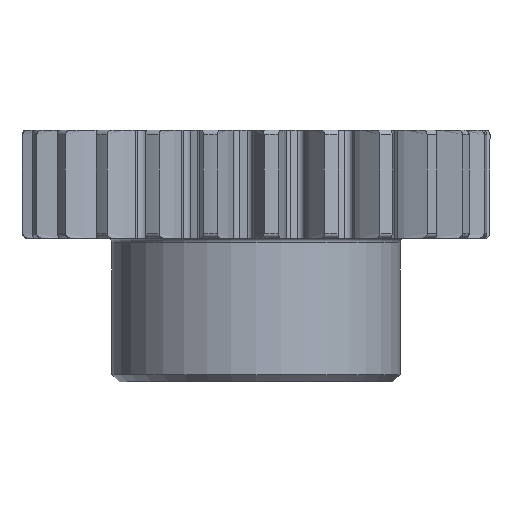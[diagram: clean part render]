
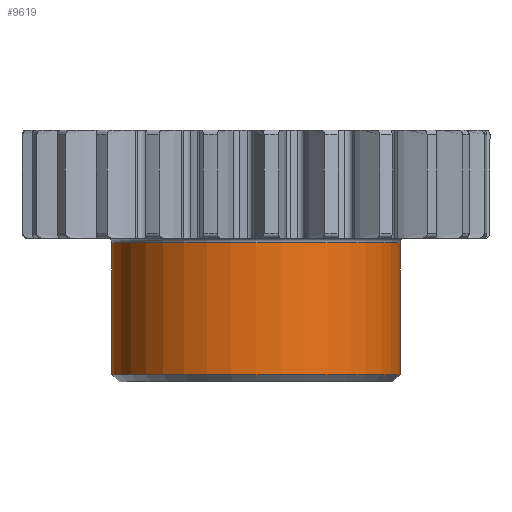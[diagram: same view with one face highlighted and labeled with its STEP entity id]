
A CAD part, front view. The second image highlights one B-rep face of the part: STEP entity #9619.
In plain terms, the highlighted cylindrical face has radius 6.35 mm (diameter 12.7 mm), a partial arc.
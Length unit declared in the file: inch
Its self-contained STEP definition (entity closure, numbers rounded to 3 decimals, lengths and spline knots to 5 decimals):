
#1 = CARTESIAN_POINT ( 'NONE',  ( -0.25, 0., -0.19563 ) ) ;
#445 = VERTEX_POINT ( 'NONE', #1 ) ;
#449 = VERTEX_POINT ( 'NONE', #12344 ) ;
#564 = VERTEX_POINT ( 'NONE', #12253 ) ;
#567 = VERTEX_POINT ( 'NONE', #12259 ) ;
#1029 = CARTESIAN_POINT ( 'NONE',  ( 0., 0., -0.1875 ) ) ;
#1033 = DIRECTION ( 'NONE',  ( 1., 0., 0. ) ) ;
#1039 = DIRECTION ( 'NONE',  ( 0., 0., 1. ) ) ;
#3540 = EDGE_CURVE ( 'NONE', #564, #567, #8940, .T. ) ;
#3542 = EDGE_CURVE ( 'NONE', #567, #449, #9026, .T. ) ;
#3554 = EDGE_CURVE ( 'NONE', #564, #445, #9010, .T. ) ;
#3558 = EDGE_CURVE ( 'NONE', #449, #445, #8994, .T. ) ;
#6477 = DIRECTION ( 'NONE',  ( 1., 0., 0. ) ) ;
#6478 = DIRECTION ( 'NONE',  ( 0., 0., -1. ) ) ;
#6479 = CARTESIAN_POINT ( 'NONE',  ( 0., 0., -0.19563 ) ) ;
#6491 = DIRECTION ( 'NONE',  ( 0., 0., 1. ) ) ;
#6498 = CARTESIAN_POINT ( 'NONE',  ( -0.25, 0., -0.1875 ) ) ;
#6530 = DIRECTION ( 'NONE',  ( 0., 0., 1. ) ) ;
#6540 = DIRECTION ( 'NONE',  ( 1., 0., 0. ) ) ;
#6541 = DIRECTION ( 'NONE',  ( 0., 0., 1. ) ) ;
#6542 = CARTESIAN_POINT ( 'NONE',  ( 0.25, 0., -0.1875 ) ) ;
#6564 = CARTESIAN_POINT ( 'NONE',  ( 0., 0., -0.4245 ) ) ;
#7901 = ORIENTED_EDGE ( 'NONE', *, *, #3554, .F. ) ;
#7950 = ORIENTED_EDGE ( 'NONE', *, *, #3540, .T. ) ;
#7978 = EDGE_LOOP ( 'NONE', ( #7901, #7950, #7983, #7991 ) ) ;
#7983 = ORIENTED_EDGE ( 'NONE', *, *, #3542, .T. ) ;
#7991 = ORIENTED_EDGE ( 'NONE', *, *, #3558, .T. ) ;
#8283 = FACE_OUTER_BOUND ( 'NONE', #7978, .T. ) ;
#8285 = CYLINDRICAL_SURFACE ( 'NONE', #8912, 0.25 ) ;
#8710 = AXIS2_PLACEMENT_3D ( 'NONE', #6564, #6541, #6540 ) ;
#8714 = AXIS2_PLACEMENT_3D ( 'NONE', #6479, #6478, #6477 ) ;
#8912 = AXIS2_PLACEMENT_3D ( 'NONE', #1029, #1039, #1033 ) ;
#8940 = CIRCLE ( 'NONE', #8710, 0.25 ) ;
#8980 = VECTOR ( 'NONE', #6530, 39.37008 ) ;
#8994 = CIRCLE ( 'NONE', #8714, 0.25 ) ;
#9008 = VECTOR ( 'NONE', #6491, 39.37008 ) ;
#9010 = LINE ( 'NONE', #6498, #9008 ) ;
#9026 = LINE ( 'NONE', #6542, #8980 ) ;
#9619 = ADVANCED_FACE ( 'NONE', ( #8283 ), #8285, .T. ) ;
#12253 = CARTESIAN_POINT ( 'NONE',  ( -0.25, 0., -0.4245 ) ) ;
#12259 = CARTESIAN_POINT ( 'NONE',  ( 0.25, 0., -0.4245 ) ) ;
#12344 = CARTESIAN_POINT ( 'NONE',  ( 0.25, 0., -0.19563 ) ) ;
